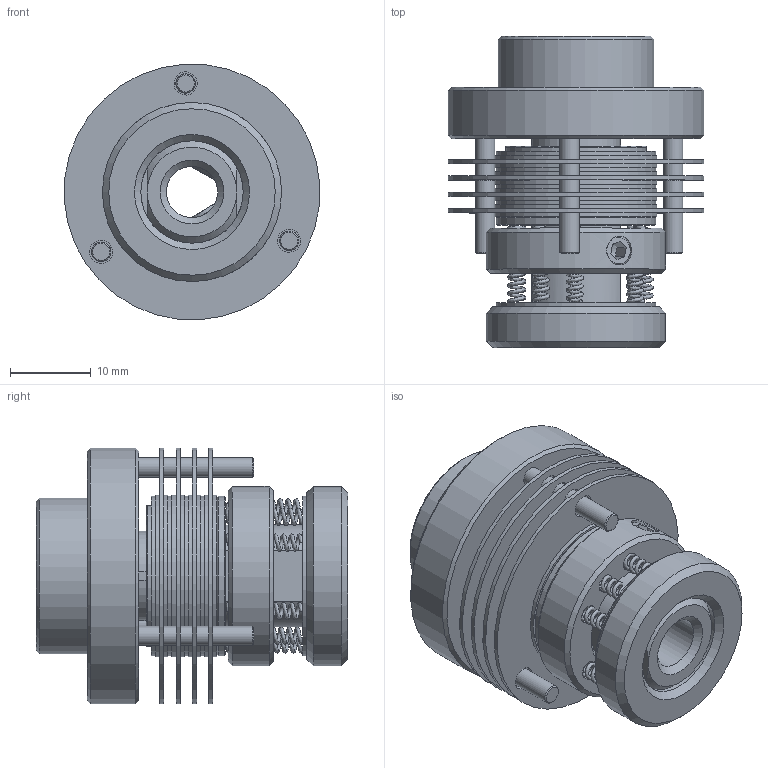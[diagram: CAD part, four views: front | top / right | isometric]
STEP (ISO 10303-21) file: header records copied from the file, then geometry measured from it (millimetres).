
FILE_DESCRIPTION((''),'2;1');
FILE_NAME('SAO20-4.stp','2014-01-09T11:55:00',('todlob'),(''),'Autodesk Inventor 2011','Autodesk Inventor 2011','');
FILE_SCHEMA(('AUTOMOTIVE_DESIGN { 1 0 10303 214 1 1 1 1 }'));
Length unit declared in the file: inch
Products named in the file (15): SAO20-4; S1611-4; S1619; S1615; S1638; S2013; S1621; S1617-9A-2; S1614-9; S1640; S1639; Hexagon Socket Set Screw - Flat Point - Inch 8-36 UNF x 0.32; S2009; S2023; 4-6-8
Assembly tree (38 placements, depth 2):
  SAO20-4
    S1611-4
    S1619
    S1615  x4
    S1638
    S2013  x4
    S1621  x8
    S1617-9A-2
    S1614-9  x9
    S1640
    S1639
    Hexagon Socket Set Screw - Flat Point - Inch 8-36 UNF x 0.32  x2
    S2009
    S2023  x3
    4-6-8
Bounding box: 31.69 x 38.66 x 31.69 mm (x, y, z)
Volume: 14281.9 mm3; surface area: 20904.9 mm2
Topology: 38 solids, 38 shells, 591 faces, 1340 edges, 873 vertices
Faces by surface type: plane 386, cylinder 89, bspline 45, sphere 36, cone 33, torus 2
Full cylindrical faces by diameter (mm): 2.261 x9, 2.38 x3, 2.413 x3, 2.87 x12, 3.569 x2, 4.166 x2, 6.35 x2, 9.525 x2, 11.176 x1, 12.7 x2, 12.802 x8, 13.487 x4, 17.475 x1, 19.304 x1, 19.761 x6, 20.066 x8, 22.225 x2, 31.75 x5
Entity records: 15517 total; most frequent: CARTESIAN_POINT 4801, DIRECTION 2178, ORIENTED_EDGE 1772, EDGE_CURVE 886, AXIS2_PLACEMENT_3D 818, EDGE_LOOP 753, VERTEX_POINT 661, VECTOR 542
